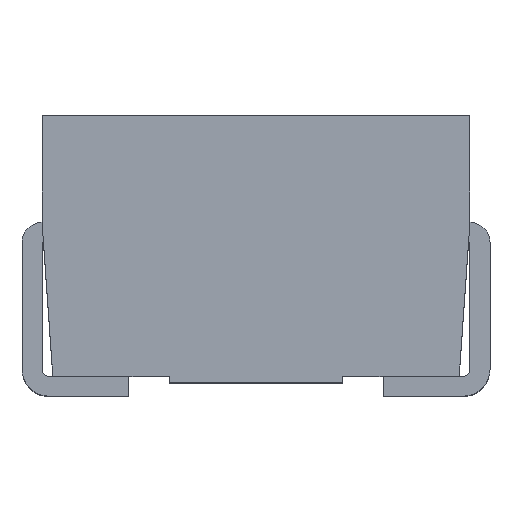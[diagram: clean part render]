
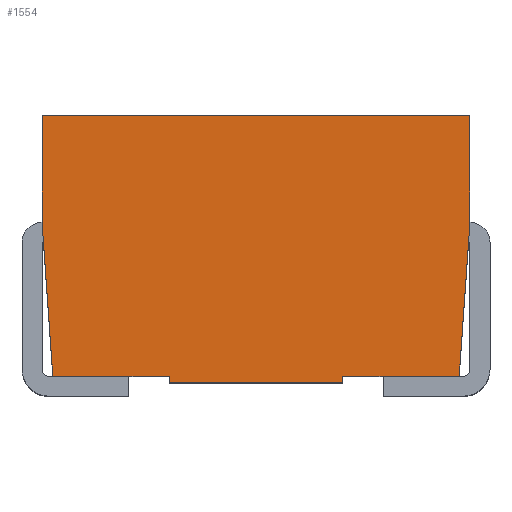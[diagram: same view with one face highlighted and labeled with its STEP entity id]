
A CAD part, top view. The second image highlights one B-rep face of the part: STEP entity #1554.
In plain terms, the highlighted planar face has unit normal (0, 0, 1).
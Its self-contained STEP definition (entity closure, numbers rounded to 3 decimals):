
#6 = CARTESIAN_POINT ( 'NONE',  ( 1.52, 0.15, 1.4 ) ) ;
#10 = VECTOR ( 'NONE', #1597, 1000. ) ;
#20 = EDGE_CURVE ( 'NONE', #881, #1018, #1846, .T. ) ;
#49 = VERTEX_POINT ( 'NONE', #1671 ) ;
#61 = ORIENTED_EDGE ( 'NONE', *, *, #1582, .T. ) ;
#63 = CARTESIAN_POINT ( 'NONE',  ( -1.52, 0.15, 1.4 ) ) ;
#64 = CARTESIAN_POINT ( 'NONE',  ( -0.65, 0.15, 1.4 ) ) ;
#71 = LINE ( 'NONE', #94, #1089 ) ;
#93 = EDGE_CURVE ( 'NONE', #753, #1285, #941, .T. ) ;
#94 = CARTESIAN_POINT ( 'NONE',  ( 1.6, 2.1, 1.4 ) ) ;
#97 = DIRECTION ( 'NONE',  ( -1., 0., 0. ) ) ;
#135 = CARTESIAN_POINT ( 'NONE',  ( -1.6, 1.3, 1.4 ) ) ;
#159 = VECTOR ( 'NONE', #2074, 1000. ) ;
#174 = CARTESIAN_POINT ( 'NONE',  ( -0.65, 0.15, 1.4 ) ) ;
#213 = EDGE_CURVE ( 'NONE', #1907, #731, #1958, .T. ) ;
#226 = LINE ( 'NONE', #1054, #1303 ) ;
#301 = LINE ( 'NONE', #1126, #767 ) ;
#422 = DIRECTION ( 'NONE',  ( 0., 1., 0. ) ) ;
#446 = EDGE_CURVE ( 'NONE', #731, #1156, #301, .T. ) ;
#449 = ORIENTED_EDGE ( 'NONE', *, *, #1202, .T. ) ;
#455 = CARTESIAN_POINT ( 'NONE',  ( -1.6, 2.1, 1.4 ) ) ;
#558 = VERTEX_POINT ( 'NONE', #1643 ) ;
#567 = LINE ( 'NONE', #63, #1478 ) ;
#568 = CARTESIAN_POINT ( 'NONE',  ( 0., 0., 1.4 ) ) ;
#601 = VECTOR ( 'NONE', #1028, 1000. ) ;
#659 = EDGE_CURVE ( 'NONE', #1285, #49, #226, .T. ) ;
#669 = DIRECTION ( 'NONE',  ( 1., 0., 0. ) ) ;
#723 = EDGE_CURVE ( 'NONE', #1018, #1907, #1695, .T. ) ;
#731 = VERTEX_POINT ( 'NONE', #891 ) ;
#753 = VERTEX_POINT ( 'NONE', #855 ) ;
#767 = VECTOR ( 'NONE', #1889, 1000. ) ;
#855 = CARTESIAN_POINT ( 'NONE',  ( 1.6, 2.1, 1.4 ) ) ;
#881 = VERTEX_POINT ( 'NONE', #1300 ) ;
#891 = CARTESIAN_POINT ( 'NONE',  ( 1.52, 0.15, 1.4 ) ) ;
#904 = FACE_OUTER_BOUND ( 'NONE', #1200, .T. ) ;
#931 = PLANE ( 'NONE',  #1013 ) ;
#941 = LINE ( 'NONE', #455, #10 ) ;
#947 = CARTESIAN_POINT ( 'NONE',  ( -1.6, 2.1, 1.4 ) ) ;
#963 = LINE ( 'NONE', #135, #159 ) ;
#979 = VERTEX_POINT ( 'NONE', #174 ) ;
#1010 = ORIENTED_EDGE ( 'NONE', *, *, #93, .T. ) ;
#1013 = AXIS2_PLACEMENT_3D ( 'NONE', #568, #1560, #97 ) ;
#1018 = VERTEX_POINT ( 'NONE', #1160 ) ;
#1028 = DIRECTION ( 'NONE',  ( 1., 0., 0. ) ) ;
#1054 = CARTESIAN_POINT ( 'NONE',  ( -1.6, 2.1, 1.4 ) ) ;
#1089 = VECTOR ( 'NONE', #422, 1000. ) ;
#1126 = CARTESIAN_POINT ( 'NONE',  ( 1.6, 1.3, 1.4 ) ) ;
#1156 = VERTEX_POINT ( 'NONE', #2036 ) ;
#1160 = CARTESIAN_POINT ( 'NONE',  ( 0.65, 0.1, 1.4 ) ) ;
#1200 = EDGE_LOOP ( 'NONE', ( #1293, #449, #1010, #1575, #1577, #1708, #61, #1912, #1585, #1520 ) ) ;
#1202 = EDGE_CURVE ( 'NONE', #1156, #753, #71, .T. ) ;
#1283 = EDGE_CURVE ( 'NONE', #49, #558, #963, .T. ) ;
#1285 = VERTEX_POINT ( 'NONE', #947 ) ;
#1293 = ORIENTED_EDGE ( 'NONE', *, *, #446, .T. ) ;
#1300 = CARTESIAN_POINT ( 'NONE',  ( -0.65, 0.1, 1.4 ) ) ;
#1303 = VECTOR ( 'NONE', #1367, 1000. ) ;
#1357 = VECTOR ( 'NONE', #1658, 1000. ) ;
#1367 = DIRECTION ( 'NONE',  ( 0., -1., 0. ) ) ;
#1427 = CARTESIAN_POINT ( 'NONE',  ( 0.65, 0.15, 1.4 ) ) ;
#1478 = VECTOR ( 'NONE', #2039, 1000. ) ;
#1487 = VECTOR ( 'NONE', #1548, 1000. ) ;
#1520 = ORIENTED_EDGE ( 'NONE', *, *, #213, .T. ) ;
#1524 = CARTESIAN_POINT ( 'NONE',  ( 0.65, 0.1, 1.4 ) ) ;
#1548 = DIRECTION ( 'NONE',  ( 0., -1., 0. ) ) ;
#1554 = ADVANCED_FACE ( 'NONE', ( #904 ), #931, .F. ) ;
#1560 = DIRECTION ( 'NONE',  ( 0., 0., -1. ) ) ;
#1574 = VECTOR ( 'NONE', #669, 1000. ) ;
#1575 = ORIENTED_EDGE ( 'NONE', *, *, #659, .T. ) ;
#1577 = ORIENTED_EDGE ( 'NONE', *, *, #1283, .T. ) ;
#1582 = EDGE_CURVE ( 'NONE', #979, #881, #2067, .T. ) ;
#1585 = ORIENTED_EDGE ( 'NONE', *, *, #723, .T. ) ;
#1597 = DIRECTION ( 'NONE',  ( -1., 0., 0. ) ) ;
#1643 = CARTESIAN_POINT ( 'NONE',  ( -1.52, 0.15, 1.4 ) ) ;
#1658 = DIRECTION ( 'NONE',  ( 0., 1., 0. ) ) ;
#1671 = CARTESIAN_POINT ( 'NONE',  ( -1.6, 1.3, 1.4 ) ) ;
#1695 = LINE ( 'NONE', #1979, #1357 ) ;
#1708 = ORIENTED_EDGE ( 'NONE', *, *, #1759, .T. ) ;
#1759 = EDGE_CURVE ( 'NONE', #558, #979, #567, .T. ) ;
#1846 = LINE ( 'NONE', #1524, #601 ) ;
#1889 = DIRECTION ( 'NONE',  ( 0.07, 0.998, 0. ) ) ;
#1907 = VERTEX_POINT ( 'NONE', #1427 ) ;
#1912 = ORIENTED_EDGE ( 'NONE', *, *, #20, .T. ) ;
#1958 = LINE ( 'NONE', #6, #1574 ) ;
#1979 = CARTESIAN_POINT ( 'NONE',  ( 0.65, 0.15, 1.4 ) ) ;
#2036 = CARTESIAN_POINT ( 'NONE',  ( 1.6, 1.3, 1.4 ) ) ;
#2039 = DIRECTION ( 'NONE',  ( 1., 0., 0. ) ) ;
#2067 = LINE ( 'NONE', #64, #1487 ) ;
#2074 = DIRECTION ( 'NONE',  ( 0.07, -0.998, 0. ) ) ;
